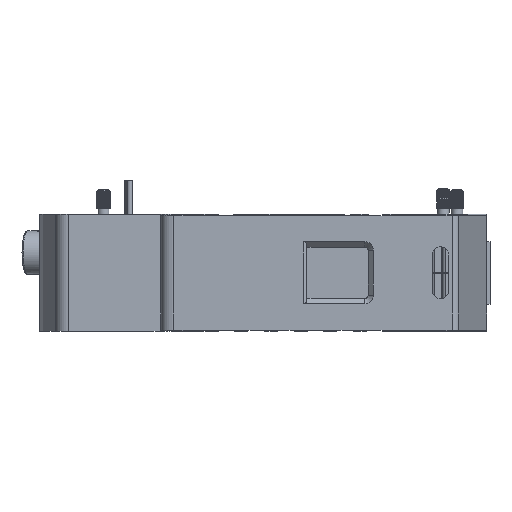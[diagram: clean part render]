
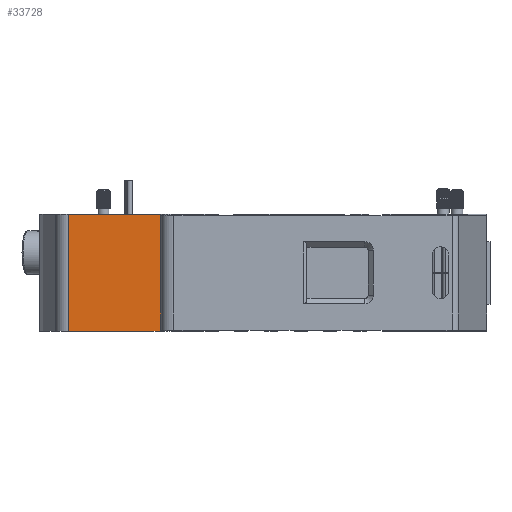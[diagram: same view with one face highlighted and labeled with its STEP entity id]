
A CAD part, left-side view. The second image highlights one B-rep face of the part: STEP entity #33728.
In plain terms, the highlighted planar face has unit normal (-1, 0, 0).
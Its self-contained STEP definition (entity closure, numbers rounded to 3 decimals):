
#674 = FACE_OUTER_BOUND ( 'NONE', #39687, .T. ) ;
#958 = LINE ( 'NONE', #29493, #62120 ) ;
#1277 = CARTESIAN_POINT ( 'NONE',  ( -23.17, 17.334, 0. ) ) ;
#1753 = DIRECTION ( 'NONE',  ( 0., 1., 0. ) ) ;
#1864 = EDGE_CURVE ( 'NONE', #64107, #17927, #2789, .T. ) ;
#2093 = VECTOR ( 'NONE', #25044, 1000. ) ;
#2296 = VECTOR ( 'NONE', #5408, 1000. ) ;
#2652 = CARTESIAN_POINT ( 'NONE',  ( -23.17, 17.334, 7.1 ) ) ;
#2789 = LINE ( 'NONE', #65439, #2296 ) ;
#2895 = LINE ( 'NONE', #25261, #2093 ) ;
#4806 = DIRECTION ( 'NONE',  ( 0., -1., 0. ) ) ;
#5408 = DIRECTION ( 'NONE',  ( 0., 1., 0. ) ) ;
#5848 = VERTEX_POINT ( 'NONE', #26425 ) ;
#6784 = DIRECTION ( 'NONE',  ( 0., 0., -1. ) ) ;
#7416 = EDGE_CURVE ( 'NONE', #62173, #13835, #8703, .T. ) ;
#8031 = DIRECTION ( 'NONE',  ( 0., 0., -1. ) ) ;
#8703 = LINE ( 'NONE', #50099, #12136 ) ;
#8840 = EDGE_CURVE ( 'NONE', #37966, #12915, #2895, .T. ) ;
#9243 = ORIENTED_EDGE ( 'NONE', *, *, #48626, .F. ) ;
#9907 = PLANE ( 'NONE',  #13035 ) ;
#11864 = VECTOR ( 'NONE', #1753, 1000. ) ;
#12071 = LINE ( 'NONE', #27767, #11864 ) ;
#12136 = VECTOR ( 'NONE', #44017, 1000. ) ;
#12915 = VERTEX_POINT ( 'NONE', #56227 ) ;
#13035 = AXIS2_PLACEMENT_3D ( 'NONE', #67599, #36360, #4806 ) ;
#13835 = VERTEX_POINT ( 'NONE', #56678 ) ;
#13872 = ORIENTED_EDGE ( 'NONE', *, *, #18938, .F. ) ;
#15381 = CARTESIAN_POINT ( 'NONE',  ( -23.17, 18.134, -8.7 ) ) ;
#16550 = VERTEX_POINT ( 'NONE', #49997 ) ;
#16665 = VERTEX_POINT ( 'NONE', #44356 ) ;
#17503 = LINE ( 'NONE', #32837, #36557 ) ;
#17927 = VERTEX_POINT ( 'NONE', #51880 ) ;
#18493 = LINE ( 'NONE', #46568, #18670 ) ;
#18670 = VECTOR ( 'NONE', #57045, 1000. ) ;
#18938 = EDGE_CURVE ( 'NONE', #33366, #16550, #59624, .T. ) ;
#20710 = DIRECTION ( 'NONE',  ( 0., 0., 1. ) ) ;
#24018 = ORIENTED_EDGE ( 'NONE', *, *, #42243, .T. ) ;
#25044 = DIRECTION ( 'NONE',  ( 0., 0., -1. ) ) ;
#25261 = CARTESIAN_POINT ( 'NONE',  ( -23.17, 18.334, 8.9 ) ) ;
#26425 = CARTESIAN_POINT ( 'NONE',  ( -23.17, 18.334, -8.7 ) ) ;
#26797 = ORIENTED_EDGE ( 'NONE', *, *, #37575, .T. ) ;
#27767 = CARTESIAN_POINT ( 'NONE',  ( -23.17, 18.334, 8.9 ) ) ;
#29493 = CARTESIAN_POINT ( 'NONE',  ( -23.17, 18.334, 8.9 ) ) ;
#32837 = CARTESIAN_POINT ( 'NONE',  ( -23.17, 17.334, 10.491 ) ) ;
#33366 = VERTEX_POINT ( 'NONE', #53689 ) ;
#33728 = ADVANCED_FACE ( 'NONE', ( #674 ), #9907, .T. ) ;
#34285 = CARTESIAN_POINT ( 'NONE',  ( -23.17, 18.334, 8.9 ) ) ;
#36360 = DIRECTION ( 'NONE',  ( -1., 0., 0. ) ) ;
#36557 = VECTOR ( 'NONE', #6784, 1000. ) ;
#37243 = AXIS2_PLACEMENT_3D ( 'NONE', #15381, #51988, #20710 ) ;
#37315 = ORIENTED_EDGE ( 'NONE', *, *, #1864, .F. ) ;
#37575 = EDGE_CURVE ( 'NONE', #16665, #42892, #12071, .T. ) ;
#37966 = VERTEX_POINT ( 'NONE', #56951 ) ;
#38923 = EDGE_CURVE ( 'NONE', #62173, #64107, #17503, .T. ) ;
#39687 = EDGE_LOOP ( 'NONE', ( #44306, #37315, #40299, #66332, #9243, #43482, #53119, #26797, #24018, #13872, #53709 ) ) ;
#40299 = ORIENTED_EDGE ( 'NONE', *, *, #38923, .F. ) ;
#42243 = EDGE_CURVE ( 'NONE', #42892, #16550, #57616, .T. ) ;
#42892 = VERTEX_POINT ( 'NONE', #54395 ) ;
#42980 = CIRCLE ( 'NONE', #37243, 0.2 ) ;
#43482 = ORIENTED_EDGE ( 'NONE', *, *, #8840, .F. ) ;
#43819 = LINE ( 'NONE', #34285, #45922 ) ;
#44017 = DIRECTION ( 'NONE',  ( 0., 1., 0. ) ) ;
#44306 = ORIENTED_EDGE ( 'NONE', *, *, #59220, .F. ) ;
#44356 = CARTESIAN_POINT ( 'NONE',  ( -23.17, 18.334, 8.9 ) ) ;
#45322 = DIRECTION ( 'NONE',  ( 0., 0., -1. ) ) ;
#45922 = VECTOR ( 'NONE', #8031, 1000. ) ;
#46568 = CARTESIAN_POINT ( 'NONE',  ( -23.17, 18.334, 8.9 ) ) ;
#48363 = DIRECTION ( 'NONE',  ( 0., 0., -1. ) ) ;
#48626 = EDGE_CURVE ( 'NONE', #12915, #13835, #18493, .T. ) ;
#49707 = EDGE_CURVE ( 'NONE', #16665, #37966, #958, .T. ) ;
#49997 = CARTESIAN_POINT ( 'NONE',  ( -23.17, 32.384, -8.9 ) ) ;
#50099 = CARTESIAN_POINT ( 'NONE',  ( -23.17, 18.334, 7.1 ) ) ;
#51880 = CARTESIAN_POINT ( 'NONE',  ( -23.17, 18.334, 0. ) ) ;
#51988 = DIRECTION ( 'NONE',  ( 1., 0., 0. ) ) ;
#53119 = ORIENTED_EDGE ( 'NONE', *, *, #49707, .F. ) ;
#53270 = EDGE_CURVE ( 'NONE', #33366, #5848, #42980, .T. ) ;
#53689 = CARTESIAN_POINT ( 'NONE',  ( -23.17, 18.134, -8.9 ) ) ;
#53709 = ORIENTED_EDGE ( 'NONE', *, *, #53270, .T. ) ;
#54395 = CARTESIAN_POINT ( 'NONE',  ( -23.17, 32.384, 8.9 ) ) ;
#54599 = DIRECTION ( 'NONE',  ( 0., 1., 0. ) ) ;
#55412 = CARTESIAN_POINT ( 'NONE',  ( -23.17, 18.334, -8.9 ) ) ;
#56227 = CARTESIAN_POINT ( 'NONE',  ( -23.17, 18.334, 7.4 ) ) ;
#56678 = CARTESIAN_POINT ( 'NONE',  ( -23.17, 18.334, 7.1 ) ) ;
#56951 = CARTESIAN_POINT ( 'NONE',  ( -23.17, 18.334, 8.7 ) ) ;
#57045 = DIRECTION ( 'NONE',  ( 0., 0., -1. ) ) ;
#57616 = LINE ( 'NONE', #58666, #57698 ) ;
#57698 = VECTOR ( 'NONE', #48363, 1000. ) ;
#58666 = CARTESIAN_POINT ( 'NONE',  ( -23.17, 32.384, 8.9 ) ) ;
#59220 = EDGE_CURVE ( 'NONE', #17927, #5848, #43819, .T. ) ;
#59624 = LINE ( 'NONE', #55412, #60840 ) ;
#60840 = VECTOR ( 'NONE', #54599, 1000. ) ;
#62120 = VECTOR ( 'NONE', #45322, 1000. ) ;
#62173 = VERTEX_POINT ( 'NONE', #2652 ) ;
#64107 = VERTEX_POINT ( 'NONE', #1277 ) ;
#65439 = CARTESIAN_POINT ( 'NONE',  ( -23.17, 17.334, 0. ) ) ;
#66332 = ORIENTED_EDGE ( 'NONE', *, *, #7416, .T. ) ;
#67599 = CARTESIAN_POINT ( 'NONE',  ( -23.17, 18.334, 8.9 ) ) ;
